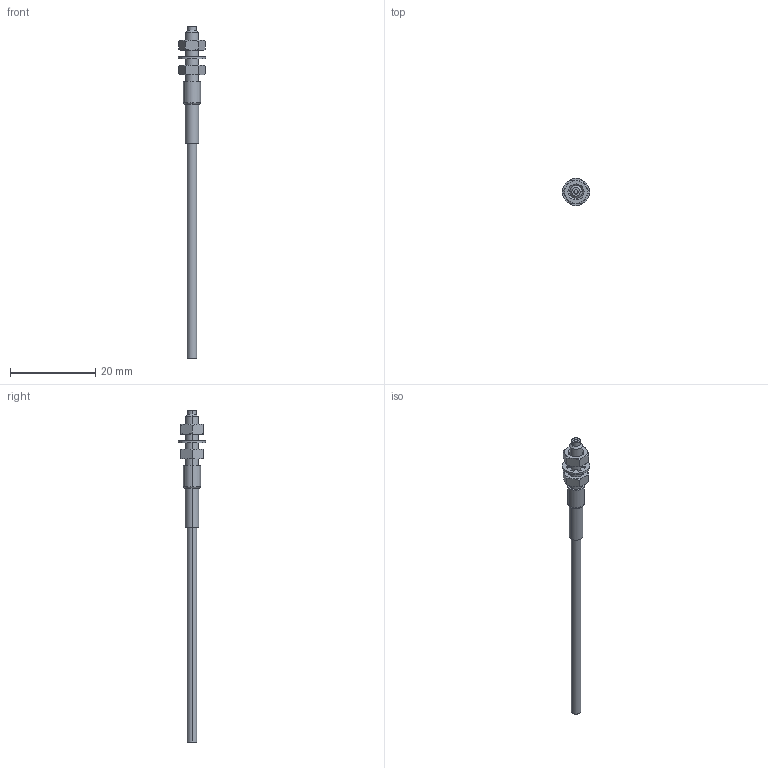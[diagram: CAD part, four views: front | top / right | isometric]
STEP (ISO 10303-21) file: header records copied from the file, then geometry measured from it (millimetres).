
FILE_DESCRIPTION((''),'2;1');
FILE_NAME('CAD2415_SW0001','2016-09-05T',('cmozuch'),(''),'PRO/ENGINEER BY PARAMETRIC TECHNOLOGY CORPORATION, 2015440','PRO/ENGINEER BY PARAMETRIC TECHNOLOGY CORPORATION, 2015440','');
FILE_SCHEMA(('CONFIG_CONTROL_DESIGN'));
Length unit declared in the file: millimetre
Products named in the file (1): CAD2415_SW0001
Bounding box: 6.4 x 6.4 x 78 mm (x, y, z)
Volume: 508.4 mm3; surface area: 837.6 mm2
Topology: 2 solids, 2 shells, 150 faces, 403 edges, 264 vertices
Faces by surface type: cylinder 75, plane 39, cone 34, torus 2
Entity records: 6278 total; most frequent: CARTESIAN_POINT 1255, DIRECTION 865, ORIENTED_EDGE 806, EDGE_CURVE 403, AXIS2_PLACEMENT_3D 360, VERTEX_POINT 264, CIRCLE 210, EDGE_LOOP 159
